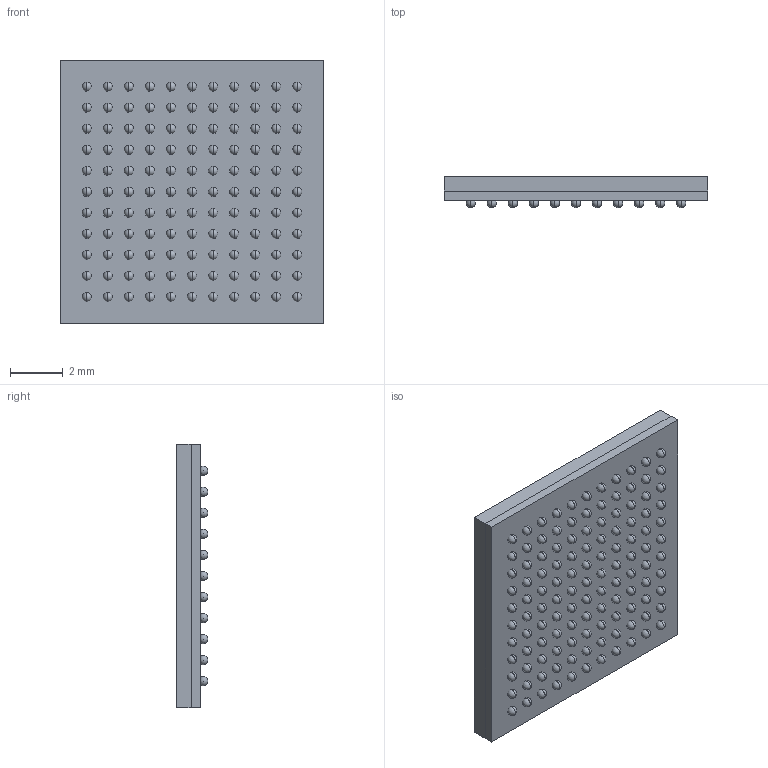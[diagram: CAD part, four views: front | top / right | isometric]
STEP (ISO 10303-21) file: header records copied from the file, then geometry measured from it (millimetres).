
FILE_DESCRIPTION (( 'STEP AP214' ), '1' );
FILE_NAME ( 'BGA121CP80_11X11_1000X1000X120B30.STEP', '2020-07-13T20:51:00', ( '' ), ( '' ), 'Part was generated with the free Library Expert Lite available at www.PCBLibraries.com. Removing line will violate the End User License Agreement.', '©2017 PCB Libraries, Inc.', '' );
FILE_SCHEMA (( 'AUTOMOTIVE_DESIGN' ));
Length unit declared in the file: millimetre
Products named in the file (1): BGA121CP80_11X11_1000X1000X120B30
Bounding box: 10 x 1.2 x 10 mm (x, y, z)
Volume: 94.7 mm3; surface area: 483.5 mm2
Topology: 123 solids, 123 shells, 257 faces, 877 edges, 625 vertices
Faces by surface type: sphere 242, plane 13, torus 2
Entity records: 7016 total; most frequent: DIRECTION 1036, CARTESIAN_POINT 792, ORIENTED_EDGE 544, AXIS2_PLACEMENT_3D 506, STYLED_ITEM 381, PRESENTATION_LAYER_ASSIGNMENT 381, MECHANICAL_DESIGN_GEOMETRIC_PRESENTATION_REPRESENTATION 381, EDGE_CURVE 272
